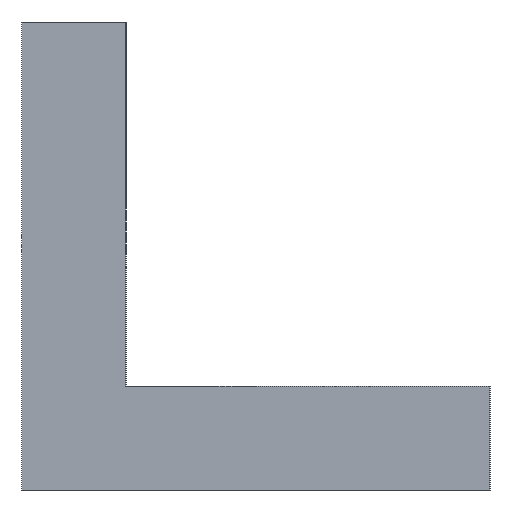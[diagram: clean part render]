
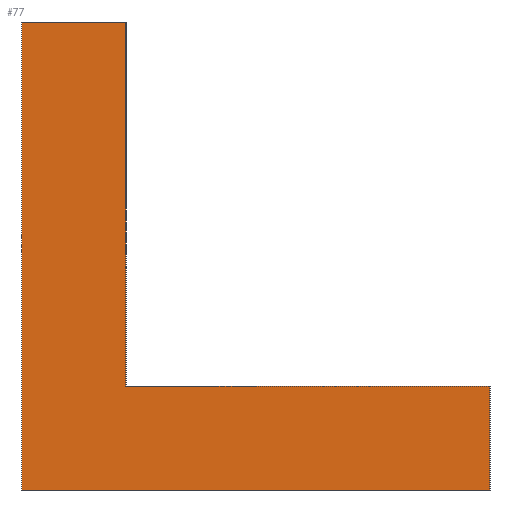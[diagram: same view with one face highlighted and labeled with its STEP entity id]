
A CAD part, left-side view. The second image highlights one B-rep face of the part: STEP entity #77.
In plain terms, the highlighted planar face has unit normal (-1, 0, 0).
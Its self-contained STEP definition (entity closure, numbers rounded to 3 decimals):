
#77 = ADVANCED_FACE( '', ( #88 ), #89, .F. );
#88 = FACE_OUTER_BOUND( '', #104, .T. );
#89 = PLANE( '', #105 );
#104 = EDGE_LOOP( '', ( #130, #131, #132, #133, #134, #135 ) );
#105 = AXIS2_PLACEMENT_3D( '', #136, #137, #138 );
#130 = ORIENTED_EDGE( '', *, *, #176, .T. );
#131 = ORIENTED_EDGE( '', *, *, #180, .T. );
#132 = ORIENTED_EDGE( '', *, *, #183, .T. );
#133 = ORIENTED_EDGE( '', *, *, #184, .T. );
#134 = ORIENTED_EDGE( '', *, *, #185, .T. );
#135 = ORIENTED_EDGE( '', *, *, #186, .T. );
#136 = CARTESIAN_POINT( '', ( -100., 17.5, 31.5 ) );
#137 = DIRECTION( '', ( 1., 0., 0. ) );
#138 = DIRECTION( '', ( 0., 1., 0. ) );
#176 = EDGE_CURVE( '', #194, #195, #196, .T. );
#180 = EDGE_CURVE( '', #195, #202, #203, .T. );
#183 = EDGE_CURVE( '', #202, #207, #208, .T. );
#184 = EDGE_CURVE( '', #207, #209, #210, .T. );
#185 = EDGE_CURVE( '', #209, #211, #212, .T. );
#186 = EDGE_CURVE( '', #211, #194, #213, .T. );
#194 = VERTEX_POINT( '', #224 );
#195 = VERTEX_POINT( '', #225 );
#196 = LINE( '', #226, #227 );
#202 = VERTEX_POINT( '', #236 );
#203 = LINE( '', #237, #238 );
#207 = VERTEX_POINT( '', #244 );
#208 = LINE( '', #245, #246 );
#209 = VERTEX_POINT( '', #247 );
#210 = LINE( '', #248, #249 );
#211 = VERTEX_POINT( '', #250 );
#212 = LINE( '', #251, #252 );
#213 = LINE( '', #253, #254 );
#224 = CARTESIAN_POINT( '', ( -100., 17.5, 31.5 ) );
#225 = CARTESIAN_POINT( '', ( -100., 31.5, 31.5 ) );
#226 = CARTESIAN_POINT( '', ( -100., 17.5, 31.5 ) );
#227 = VECTOR( '', #272, 1000. );
#236 = CARTESIAN_POINT( '', ( -100., 31.5, -31.5 ) );
#237 = CARTESIAN_POINT( '', ( -100., 31.5, 31.5 ) );
#238 = VECTOR( '', #276, 1000. );
#244 = CARTESIAN_POINT( '', ( -100., -31.5, -31.5 ) );
#245 = CARTESIAN_POINT( '', ( -100., 31.5, -31.5 ) );
#246 = VECTOR( '', #279, 1000. );
#247 = CARTESIAN_POINT( '', ( -100., -31.5, -17.5 ) );
#248 = CARTESIAN_POINT( '', ( -100., -31.5, -31.5 ) );
#249 = VECTOR( '', #280, 1000. );
#250 = CARTESIAN_POINT( '', ( -100., 17.5, -17.5 ) );
#251 = CARTESIAN_POINT( '', ( -100., -31.5, -17.5 ) );
#252 = VECTOR( '', #281, 1000. );
#253 = CARTESIAN_POINT( '', ( -100., 17.5, -17.5 ) );
#254 = VECTOR( '', #282, 1000. );
#272 = DIRECTION( '', ( 0., 1., 0. ) );
#276 = DIRECTION( '', ( 0., 0., -1. ) );
#279 = DIRECTION( '', ( 0., -1., 0. ) );
#280 = DIRECTION( '', ( 0., 0., 1. ) );
#281 = DIRECTION( '', ( 0., 1., 0. ) );
#282 = DIRECTION( '', ( 0., 0., 1. ) );
